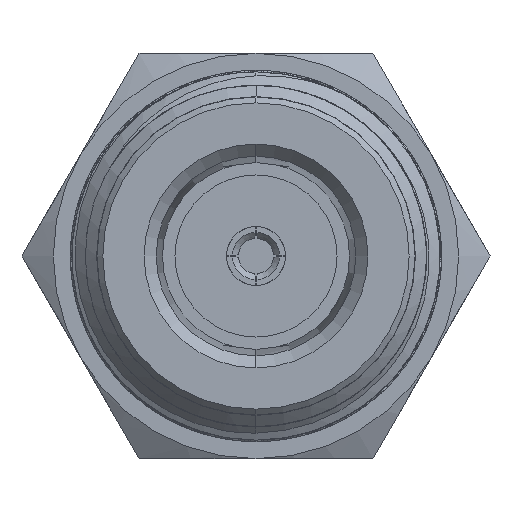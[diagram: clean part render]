
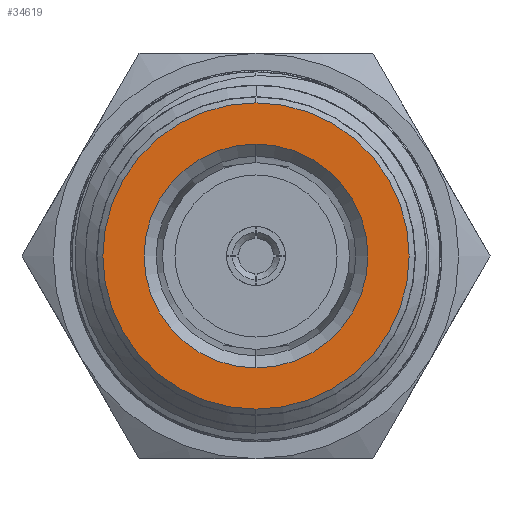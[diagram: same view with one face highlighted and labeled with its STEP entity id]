
A CAD part, left-side view. The second image highlights one B-rep face of the part: STEP entity #34619.
In plain terms, the highlighted planar face has unit normal (-1, 0, 0).
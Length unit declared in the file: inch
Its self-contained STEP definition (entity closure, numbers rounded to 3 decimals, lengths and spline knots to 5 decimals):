
#5089 = VERTEX_POINT ( 'NONE', #72522 ) ;
#5778 = ORIENTED_EDGE ( 'NONE', *, *, #90478, .T. ) ;
#6576 = DIRECTION ( 'NONE',  ( 1., 0., 0. ) ) ;
#8554 = CARTESIAN_POINT ( 'NONE',  ( 0., 0., 0. ) ) ;
#8888 = DIRECTION ( 'NONE',  ( -1., 0., 0. ) ) ;
#8943 = AXIS2_PLACEMENT_3D ( 'NONE', #44208, #6576, #98044 ) ;
#17424 = DIRECTION ( 'NONE',  ( -1., 0., 0. ) ) ;
#18098 = DIRECTION ( 'NONE',  ( 0., 0., 1. ) ) ;
#18232 = DIRECTION ( 'NONE',  ( 0., 0., 1. ) ) ;
#18836 = CARTESIAN_POINT ( 'NONE',  ( 0., 0., 0. ) ) ;
#19907 = CIRCLE ( 'NONE', #69117, 0.19 ) ;
#20940 = AXIS2_PLACEMENT_3D ( 'NONE', #63895, #17424, #18232 ) ;
#25999 = ORIENTED_EDGE ( 'NONE', *, *, #70193, .T. ) ;
#26545 = CARTESIAN_POINT ( 'NONE',  ( 0., 0., -0.19 ) ) ;
#26677 = PLANE ( 'NONE',  #20940 ) ;
#27595 = AXIS2_PLACEMENT_3D ( 'NONE', #18836, #8888, #73253 ) ;
#34619 = ADVANCED_FACE ( 'NONE', ( #81566, #47274 ), #26677, .T. ) ;
#35404 = VERTEX_POINT ( 'NONE', #50956 ) ;
#44094 = DIRECTION ( 'NONE',  ( -1., 0., 0. ) ) ;
#44208 = CARTESIAN_POINT ( 'NONE',  ( 0., 0., 0. ) ) ;
#47274 = FACE_BOUND ( 'NONE', #96944, .T. ) ;
#50932 = EDGE_CURVE ( 'NONE', #35404, #5089, #74873, .T. ) ;
#50956 = CARTESIAN_POINT ( 'NONE',  ( 0., 0., -0.26 ) ) ;
#51376 = CARTESIAN_POINT ( 'NONE',  ( 0., 0., 0.19 ) ) ;
#61096 = EDGE_CURVE ( 'NONE', #5089, #35404, #101274, .T. ) ;
#63895 = CARTESIAN_POINT ( 'NONE',  ( 0., 0., 0. ) ) ;
#66890 = VERTEX_POINT ( 'NONE', #51376 ) ;
#69117 = AXIS2_PLACEMENT_3D ( 'NONE', #8554, #72931, #18098 ) ;
#70193 = EDGE_CURVE ( 'NONE', #66890, #110523, #112567, .T. ) ;
#72522 = CARTESIAN_POINT ( 'NONE',  ( 0., 0., 0.26 ) ) ;
#72931 = DIRECTION ( 'NONE',  ( 1., 0., 0. ) ) ;
#73253 = DIRECTION ( 'NONE',  ( 0., 0., 1. ) ) ;
#74873 = CIRCLE ( 'NONE', #27595, 0.26 ) ;
#74997 = EDGE_LOOP ( 'NONE', ( #108556, #92752 ) ) ;
#76232 = AXIS2_PLACEMENT_3D ( 'NONE', #98727, #44094, #107866 ) ;
#81566 = FACE_OUTER_BOUND ( 'NONE', #74997, .T. ) ;
#90478 = EDGE_CURVE ( 'NONE', #110523, #66890, #19907, .T. ) ;
#92752 = ORIENTED_EDGE ( 'NONE', *, *, #61096, .T. ) ;
#96944 = EDGE_LOOP ( 'NONE', ( #25999, #5778 ) ) ;
#98044 = DIRECTION ( 'NONE',  ( 0., 0., 1. ) ) ;
#98727 = CARTESIAN_POINT ( 'NONE',  ( 0., 0., 0. ) ) ;
#101274 = CIRCLE ( 'NONE', #76232, 0.26 ) ;
#107866 = DIRECTION ( 'NONE',  ( 0., 0., 1. ) ) ;
#108556 = ORIENTED_EDGE ( 'NONE', *, *, #50932, .T. ) ;
#110523 = VERTEX_POINT ( 'NONE', #26545 ) ;
#112567 = CIRCLE ( 'NONE', #8943, 0.19 ) ;
